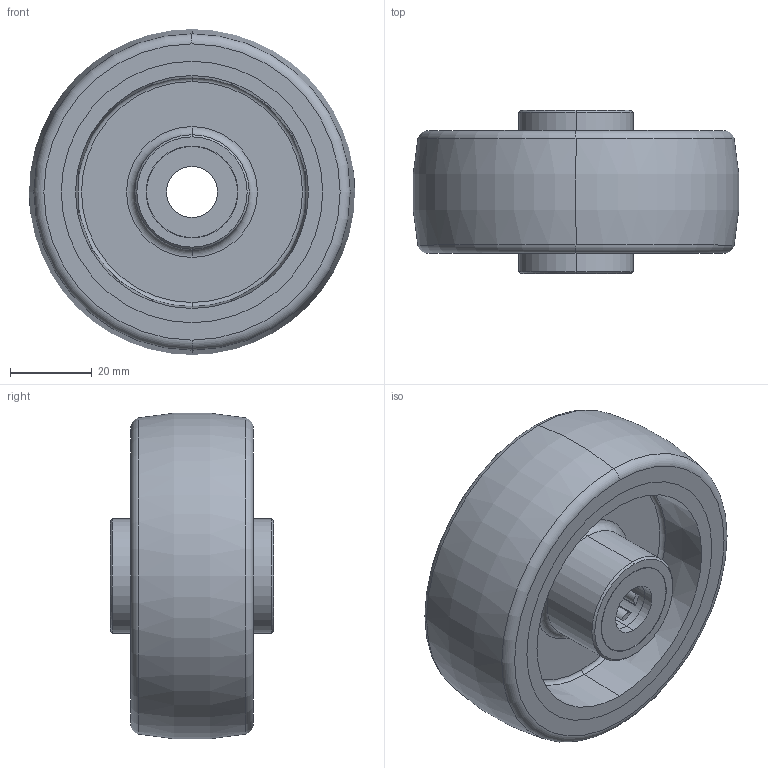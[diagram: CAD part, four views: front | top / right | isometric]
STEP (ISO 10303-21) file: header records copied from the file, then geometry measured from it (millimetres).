
FILE_DESCRIPTION(('STEP AP214'),'1');
FILE_NAME('BZMM80WPNRB.STEP','2022-01-20T12:32:07',(' '),(' '),'Spatial InterOp 3D',' ',' ');
FILE_SCHEMA(('AUTOMOTIVE_DESIGN { 1 0 10303 214 1 1 1 1 }'));
Length unit declared in the file: metre
Products named in the file (8): BZMM80WPNRB; POLYURETHANE TYRE; NYLON RIM; NYLON RIM Geometry; CAP; ROLLER BEARING; CAGE; ribs
Assembly tree (7 placements, depth 3):
  BZMM80WPNRB
    POLYURETHANE TYRE
    NYLON RIM
      NYLON RIM Geometry
      CAP
    ROLLER BEARING
      CAGE
      ribs
Bounding box: 79.71 x 40 x 79.71 mm (x, y, z)
Volume: 94748.6 mm3; surface area: 45413.8 mm2
Topology: 12 solids, 12 shells, 154 faces, 389 edges, 249 vertices
Faces by surface type: plane 78, cylinder 54, torus 14, cone 8
Entity records: 5000 total; most frequent: DIRECTION 916, CARTESIAN_POINT 802, ORIENTED_EDGE 778, EDGE_CURVE 389, AXIS2_PLACEMENT_3D 363, VERTEX_POINT 249, CIRCLE 199, LINE 190
